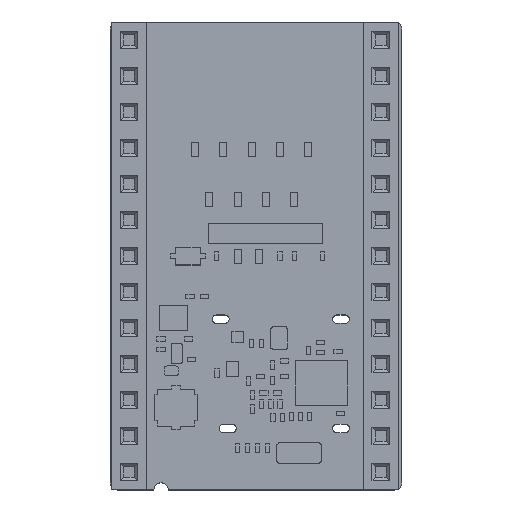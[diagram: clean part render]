
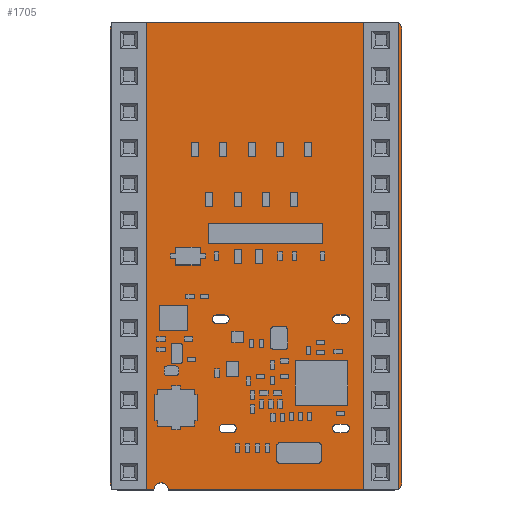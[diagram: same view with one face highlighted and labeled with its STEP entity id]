
A CAD part, top view. The second image highlights one B-rep face of the part: STEP entity #1705.
In plain terms, the highlighted planar face has unit normal (0, 0, 1).
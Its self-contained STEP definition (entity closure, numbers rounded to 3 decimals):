
#974=FACE_BOUND('',#3247,.T.);
#975=FACE_BOUND('',#3248,.T.);
#976=FACE_BOUND('',#3249,.T.);
#977=FACE_BOUND('',#3250,.T.);
#978=FACE_BOUND('',#3251,.T.);
#1007=PLANE('',#14844);
#1705=ADVANCED_FACE('',(#974,#975,#976,#977,#978),#1007,.T.);
#3247=EDGE_LOOP('',(#7743,#7744,#7745,#7746,#7747,#7748,#7749,#7750,#7751,
#7752));
#3248=EDGE_LOOP('',(#7753,#7754,#7755,#7756));
#3249=EDGE_LOOP('',(#7757,#7758,#7759,#7760));
#3250=EDGE_LOOP('',(#7761,#7762,#7763,#7764));
#3251=EDGE_LOOP('',(#7765,#7766,#7767,#7768));
#3981=LINE('',#19371,#5798);
#3987=LINE('',#19392,#5804);
#3993=LINE('',#19413,#5810);
#3999=LINE('',#19434,#5816);
#4003=LINE('',#19446,#5820);
#4008=LINE('',#19461,#5825);
#4012=LINE('',#19473,#5829);
#4016=LINE('',#19485,#5833);
#4020=LINE('',#19497,#5837);
#4023=LINE('',#19503,#5840);
#4025=LINE('',#19506,#5842);
#4027=LINE('',#19509,#5844);
#4029=LINE('',#19515,#5846);
#5798=VECTOR('',#15718,1.);
#5804=VECTOR('',#15738,1.);
#5810=VECTOR('',#15758,1.);
#5816=VECTOR('',#15778,1.);
#5820=VECTOR('',#15790,1.);
#5825=VECTOR('',#15803,1.);
#5829=VECTOR('',#15815,1.);
#5833=VECTOR('',#15827,1.);
#5837=VECTOR('',#15839,1.);
#5840=VECTOR('',#15844,1.);
#5842=VECTOR('',#15848,1.);
#5844=VECTOR('',#15852,1.);
#5846=VECTOR('',#15862,1.);
#7743=ORIENTED_EDGE('',*,*,#12785,.T.);
#7744=ORIENTED_EDGE('',*,*,#12789,.T.);
#7745=ORIENTED_EDGE('',*,*,#12792,.T.);
#7746=ORIENTED_EDGE('',*,*,#12795,.T.);
#7747=ORIENTED_EDGE('',*,*,#12798,.T.);
#7748=ORIENTED_EDGE('',*,*,#12801,.T.);
#7749=ORIENTED_EDGE('',*,*,#12804,.T.);
#7750=ORIENTED_EDGE('',*,*,#12807,.T.);
#7751=ORIENTED_EDGE('',*,*,#12810,.T.);
#7752=ORIENTED_EDGE('',*,*,#12819,.T.);
#7753=ORIENTED_EDGE('',*,*,#12775,.T.);
#7754=ORIENTED_EDGE('',*,*,#12779,.T.);
#7755=ORIENTED_EDGE('',*,*,#12782,.T.);
#7756=ORIENTED_EDGE('',*,*,#12817,.T.);
#7757=ORIENTED_EDGE('',*,*,#12765,.T.);
#7758=ORIENTED_EDGE('',*,*,#12769,.T.);
#7759=ORIENTED_EDGE('',*,*,#12772,.T.);
#7760=ORIENTED_EDGE('',*,*,#12815,.T.);
#7761=ORIENTED_EDGE('',*,*,#12755,.T.);
#7762=ORIENTED_EDGE('',*,*,#12759,.T.);
#7763=ORIENTED_EDGE('',*,*,#12762,.T.);
#7764=ORIENTED_EDGE('',*,*,#12813,.T.);
#7765=ORIENTED_EDGE('',*,*,#12745,.T.);
#7766=ORIENTED_EDGE('',*,*,#12749,.T.);
#7767=ORIENTED_EDGE('',*,*,#12752,.T.);
#7768=ORIENTED_EDGE('',*,*,#12821,.T.);
#11475=VERTEX_POINT('',#19363);
#11476=VERTEX_POINT('',#19364);
#11479=VERTEX_POINT('',#19372);
#11481=VERTEX_POINT('',#19378);
#11483=VERTEX_POINT('',#19384);
#11484=VERTEX_POINT('',#19385);
#11487=VERTEX_POINT('',#19393);
#11489=VERTEX_POINT('',#19399);
#11491=VERTEX_POINT('',#19405);
#11492=VERTEX_POINT('',#19406);
#11495=VERTEX_POINT('',#19414);
#11497=VERTEX_POINT('',#19420);
#11499=VERTEX_POINT('',#19426);
#11500=VERTEX_POINT('',#19427);
#11503=VERTEX_POINT('',#19435);
#11505=VERTEX_POINT('',#19441);
#11507=VERTEX_POINT('',#19447);
#11508=VERTEX_POINT('',#19448);
#11511=VERTEX_POINT('',#19456);
#11513=VERTEX_POINT('',#19462);
#11515=VERTEX_POINT('',#19468);
#11517=VERTEX_POINT('',#19474);
#11519=VERTEX_POINT('',#19480);
#11521=VERTEX_POINT('',#19486);
#11523=VERTEX_POINT('',#19492);
#11525=VERTEX_POINT('',#19498);
#12745=EDGE_CURVE('',#11475,#11476,#14676,.T.);
#12749=EDGE_CURVE('',#11476,#11479,#3981,.T.);
#12752=EDGE_CURVE('',#11479,#11481,#14678,.T.);
#12755=EDGE_CURVE('',#11483,#11484,#14680,.T.);
#12759=EDGE_CURVE('',#11484,#11487,#3987,.T.);
#12762=EDGE_CURVE('',#11487,#11489,#14682,.T.);
#12765=EDGE_CURVE('',#11491,#11492,#14684,.T.);
#12769=EDGE_CURVE('',#11492,#11495,#3993,.T.);
#12772=EDGE_CURVE('',#11495,#11497,#14686,.T.);
#12775=EDGE_CURVE('',#11499,#11500,#14688,.T.);
#12779=EDGE_CURVE('',#11500,#11503,#3999,.T.);
#12782=EDGE_CURVE('',#11503,#11505,#14690,.T.);
#12785=EDGE_CURVE('',#11507,#11508,#4003,.T.);
#12789=EDGE_CURVE('',#11508,#11511,#14692,.T.);
#12792=EDGE_CURVE('',#11511,#11513,#4008,.T.);
#12795=EDGE_CURVE('',#11513,#11515,#14694,.T.);
#12798=EDGE_CURVE('',#11515,#11517,#4012,.T.);
#12801=EDGE_CURVE('',#11517,#11519,#14696,.T.);
#12804=EDGE_CURVE('',#11519,#11521,#4016,.T.);
#12807=EDGE_CURVE('',#11521,#11523,#14698,.T.);
#12810=EDGE_CURVE('',#11523,#11525,#4020,.T.);
#12813=EDGE_CURVE('',#11489,#11483,#4023,.T.);
#12815=EDGE_CURVE('',#11497,#11491,#4025,.T.);
#12817=EDGE_CURVE('',#11505,#11499,#4027,.T.);
#12819=EDGE_CURVE('',#11525,#11507,#14700,.T.);
#12821=EDGE_CURVE('',#11481,#11475,#4029,.T.);
#14676=CIRCLE('',#14791,0.3);
#14678=CIRCLE('',#14795,0.3);
#14680=CIRCLE('',#14798,0.3);
#14682=CIRCLE('',#14802,0.3);
#14684=CIRCLE('',#14805,0.3);
#14686=CIRCLE('',#14809,0.3);
#14688=CIRCLE('',#14812,0.3);
#14690=CIRCLE('',#14816,0.3);
#14692=CIRCLE('',#14820,0.5);
#14694=CIRCLE('',#14824,0.5);
#14696=CIRCLE('',#14828,0.5);
#14698=CIRCLE('',#14832,0.5);
#14700=CIRCLE('',#14839,0.5);
#14791=AXIS2_PLACEMENT_3D('',#19362,#15710,#15711);
#14795=AXIS2_PLACEMENT_3D('',#19377,#15723,#15724);
#14798=AXIS2_PLACEMENT_3D('',#19383,#15730,#15731);
#14802=AXIS2_PLACEMENT_3D('',#19398,#15743,#15744);
#14805=AXIS2_PLACEMENT_3D('',#19404,#15750,#15751);
#14809=AXIS2_PLACEMENT_3D('',#19419,#15763,#15764);
#14812=AXIS2_PLACEMENT_3D('',#19425,#15770,#15771);
#14816=AXIS2_PLACEMENT_3D('',#19440,#15783,#15784);
#14820=AXIS2_PLACEMENT_3D('',#19455,#15796,#15797);
#14824=AXIS2_PLACEMENT_3D('',#19467,#15808,#15809);
#14828=AXIS2_PLACEMENT_3D('',#19479,#15820,#15821);
#14832=AXIS2_PLACEMENT_3D('',#19491,#15832,#15833);
#14839=AXIS2_PLACEMENT_3D('',#19512,#15856,#15857);
#14844=AXIS2_PLACEMENT_3D('',#19519,#15868,#15869);
#15710=DIRECTION('',(0.,0.,-1.));
#15711=DIRECTION('',(1.,0.,0.));
#15718=DIRECTION('',(1.,0.,0.));
#15723=DIRECTION('',(0.,0.,-1.));
#15724=DIRECTION('',(1.,0.,0.));
#15730=DIRECTION('',(0.,0.,-1.));
#15731=DIRECTION('',(1.,0.,0.));
#15738=DIRECTION('',(1.,0.,0.));
#15743=DIRECTION('',(0.,0.,-1.));
#15744=DIRECTION('',(1.,0.,0.));
#15750=DIRECTION('',(0.,0.,-1.));
#15751=DIRECTION('',(1.,0.,0.));
#15758=DIRECTION('',(1.,0.,0.));
#15763=DIRECTION('',(0.,0.,-1.));
#15764=DIRECTION('',(1.,0.,0.));
#15770=DIRECTION('',(0.,0.,-1.));
#15771=DIRECTION('',(1.,0.,0.));
#15778=DIRECTION('',(1.,0.,0.));
#15783=DIRECTION('',(0.,0.,-1.));
#15784=DIRECTION('',(1.,0.,0.));
#15790=DIRECTION('',(0.,-1.,0.));
#15796=DIRECTION('',(0.,0.,1.));
#15797=DIRECTION('',(1.,0.,0.));
#15803=DIRECTION('',(1.,0.,0.));
#15808=DIRECTION('',(0.,0.,-1.));
#15809=DIRECTION('',(1.,0.,0.));
#15815=DIRECTION('',(1.,0.,0.));
#15820=DIRECTION('',(0.,0.,1.));
#15821=DIRECTION('',(1.,0.,0.));
#15827=DIRECTION('',(0.,1.,0.));
#15832=DIRECTION('',(0.,0.,1.));
#15833=DIRECTION('',(1.,0.,0.));
#15839=DIRECTION('',(-1.,0.,0.));
#15844=DIRECTION('',(-1.,0.,0.));
#15848=DIRECTION('',(-1.,0.,0.));
#15852=DIRECTION('',(-1.,0.,0.));
#15856=DIRECTION('',(0.,0.,1.));
#15857=DIRECTION('',(1.,0.,0.));
#15862=DIRECTION('',(-1.,0.,0.));
#15868=DIRECTION('',(0.,0.,1.));
#15869=DIRECTION('',(1.,0.,0.));
#19362=CARTESIAN_POINT('',(16.,12.05,0.));
#19363=CARTESIAN_POINT('',(16.,11.75,0.));
#19364=CARTESIAN_POINT('',(16.,12.35,0.));
#19371=CARTESIAN_POINT('',(16.,12.35,0.));
#19372=CARTESIAN_POINT('',(16.6,12.35,0.));
#19377=CARTESIAN_POINT('',(16.6,12.05,0.));
#19378=CARTESIAN_POINT('',(16.6,11.75,0.));
#19383=CARTESIAN_POINT('',(16.,4.35,0.));
#19384=CARTESIAN_POINT('',(16.,4.05,0.));
#19385=CARTESIAN_POINT('',(16.,4.65,0.));
#19392=CARTESIAN_POINT('',(16.,4.65,0.));
#19393=CARTESIAN_POINT('',(16.6,4.65,0.));
#19398=CARTESIAN_POINT('',(16.6,4.35,0.));
#19399=CARTESIAN_POINT('',(16.6,4.05,0.));
#19404=CARTESIAN_POINT('',(8.,4.35,0.));
#19405=CARTESIAN_POINT('',(8.,4.05,0.));
#19406=CARTESIAN_POINT('',(8.,4.65,0.));
#19413=CARTESIAN_POINT('',(8.,4.65,0.));
#19414=CARTESIAN_POINT('',(8.6,4.65,0.));
#19419=CARTESIAN_POINT('',(8.6,4.35,0.));
#19420=CARTESIAN_POINT('',(8.6,4.05,0.));
#19425=CARTESIAN_POINT('',(7.5,12.05,0.));
#19426=CARTESIAN_POINT('',(7.5,11.75,0.));
#19427=CARTESIAN_POINT('',(7.5,12.35,0.));
#19434=CARTESIAN_POINT('',(7.5,12.35,0.));
#19435=CARTESIAN_POINT('',(8.1,12.35,0.));
#19440=CARTESIAN_POINT('',(8.1,12.05,0.));
#19441=CARTESIAN_POINT('',(8.1,11.75,0.));
#19446=CARTESIAN_POINT('',(0.,32.52,0.));
#19447=CARTESIAN_POINT('',(0.,32.52,0.));
#19448=CARTESIAN_POINT('',(0.,0.5,0.));
#19455=CARTESIAN_POINT('',(0.5,0.5,0.));
#19456=CARTESIAN_POINT('',(0.5,0.,0.));
#19461=CARTESIAN_POINT('',(0.5,0.,0.));
#19462=CARTESIAN_POINT('',(3.1,0.,0.));
#19467=CARTESIAN_POINT('',(3.6,0.,0.));
#19468=CARTESIAN_POINT('',(4.1,0.,0.));
#19473=CARTESIAN_POINT('',(4.1,0.,0.));
#19474=CARTESIAN_POINT('',(20.1,0.,0.));
#19479=CARTESIAN_POINT('',(20.1,0.5,0.));
#19480=CARTESIAN_POINT('',(20.6,0.5,0.));
#19485=CARTESIAN_POINT('',(20.6,0.5,0.));
#19486=CARTESIAN_POINT('',(20.6,32.52,0.));
#19491=CARTESIAN_POINT('',(20.1,32.52,0.));
#19492=CARTESIAN_POINT('',(20.1,33.02,0.));
#19497=CARTESIAN_POINT('',(20.1,33.02,0.));
#19498=CARTESIAN_POINT('',(0.5,33.02,0.));
#19503=CARTESIAN_POINT('',(16.6,4.05,0.));
#19506=CARTESIAN_POINT('',(8.6,4.05,0.));
#19509=CARTESIAN_POINT('',(8.1,11.75,0.));
#19512=CARTESIAN_POINT('',(0.5,32.52,0.));
#19515=CARTESIAN_POINT('',(16.6,11.75,0.));
#19519=CARTESIAN_POINT('',(0.5,0.5,0.));
